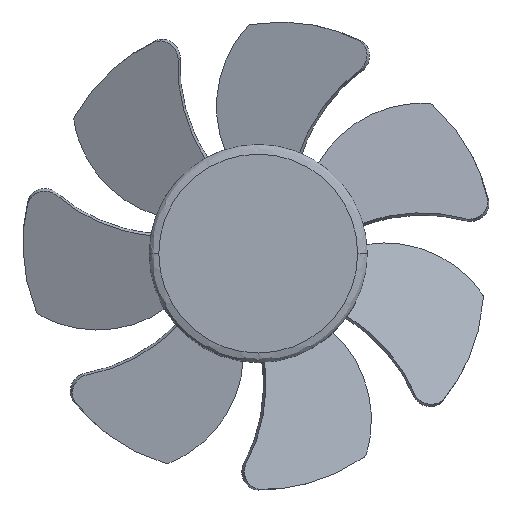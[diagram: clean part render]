
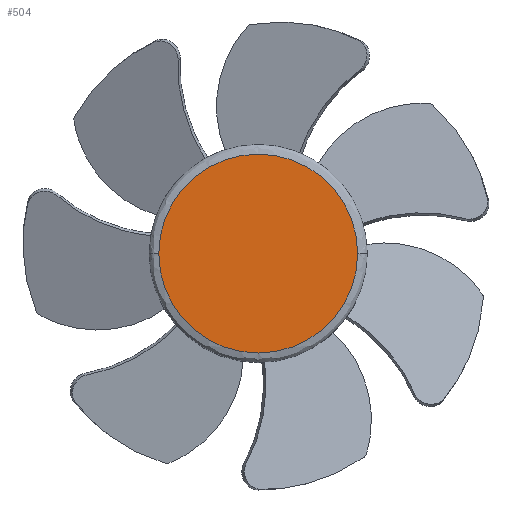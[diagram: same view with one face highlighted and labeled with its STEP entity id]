
A CAD part, top view. The second image highlights one B-rep face of the part: STEP entity #504.
In plain terms, the highlighted planar face has unit normal (0, 0, 1).
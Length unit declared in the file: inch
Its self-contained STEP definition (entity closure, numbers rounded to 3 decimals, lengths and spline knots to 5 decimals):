
#25 = ORIENTED_EDGE ( 'NONE', *, *, #4127, .T. ) ;
#274 = AXIS2_PLACEMENT_3D ( 'NONE', #938, #4605, #3247 ) ;
#504 = ADVANCED_FACE ( 'NONE', ( #1790 ), #2305, .T. ) ;
#938 = CARTESIAN_POINT ( 'NONE',  ( 0., 0., 0.3937 ) ) ;
#1167 = VERTEX_POINT ( 'NONE', #4412 ) ;
#1790 = FACE_OUTER_BOUND ( 'NONE', #4757, .T. ) ;
#1813 = CARTESIAN_POINT ( 'NONE',  ( 0.30512, 0., 0.3937 ) ) ;
#2193 = DIRECTION ( 'NONE',  ( 0., 0., 1. ) ) ;
#2305 = PLANE ( 'NONE',  #274 ) ;
#2416 = ORIENTED_EDGE ( 'NONE', *, *, #4797, .T. ) ;
#2523 = CIRCLE ( 'NONE', #3860, 0.30512 ) ;
#2824 = AXIS2_PLACEMENT_3D ( 'NONE', #3576, #2193, #5422 ) ;
#2838 = CARTESIAN_POINT ( 'NONE',  ( 0., 0., 0.3937 ) ) ;
#2897 = DIRECTION ( 'NONE',  ( 1., 0., 0. ) ) ;
#3247 = DIRECTION ( 'NONE',  ( 1., 0., 0. ) ) ;
#3576 = CARTESIAN_POINT ( 'NONE',  ( 0., 0., 0.3937 ) ) ;
#3704 = VERTEX_POINT ( 'NONE', #1813 ) ;
#3860 = AXIS2_PLACEMENT_3D ( 'NONE', #2838, #5155, #2897 ) ;
#4127 = EDGE_CURVE ( 'NONE', #3704, #1167, #2523, .T. ) ;
#4412 = CARTESIAN_POINT ( 'NONE',  ( -0.30512, 0., 0.3937 ) ) ;
#4605 = DIRECTION ( 'NONE',  ( 0., 0., 1. ) ) ;
#4757 = EDGE_LOOP ( 'NONE', ( #2416, #25 ) ) ;
#4797 = EDGE_CURVE ( 'NONE', #1167, #3704, #5303, .T. ) ;
#5155 = DIRECTION ( 'NONE',  ( 0., 0., 1. ) ) ;
#5303 = CIRCLE ( 'NONE', #2824, 0.30512 ) ;
#5422 = DIRECTION ( 'NONE',  ( 1., 0., 0. ) ) ;
